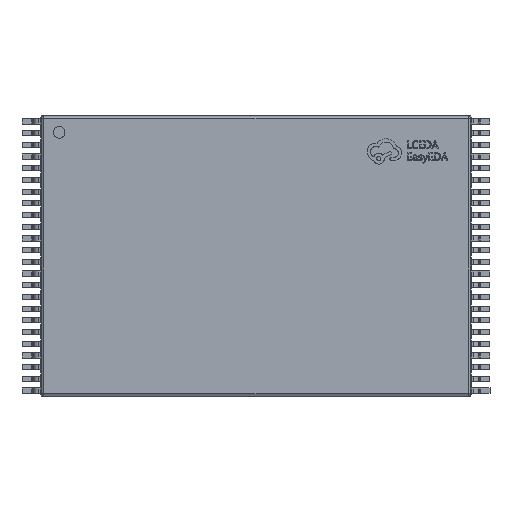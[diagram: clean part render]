
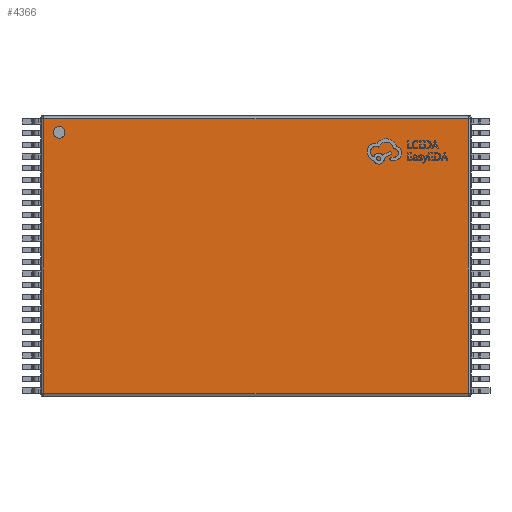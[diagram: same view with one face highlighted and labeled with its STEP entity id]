
A CAD part, top view. The second image highlights one B-rep face of the part: STEP entity #4366.
In plain terms, the highlighted planar face has unit normal (0, 0, 1).
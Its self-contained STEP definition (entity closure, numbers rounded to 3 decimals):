
#373 = EDGE_LOOP ( 'NONE', ( #14471, #39387, #33157, #16574 ) ) ;
#651 = VECTOR ( 'NONE', #42522, 1000. ) ;
#2386 = CARTESIAN_POINT ( 'NONE',  ( -8.415, 5.281, 0.5 ) ) ;
#2503 = CIRCLE ( 'NONE', #11511, 0.249 ) ;
#3977 = VERTEX_POINT ( 'NONE', #17220 ) ;
#4290 = VERTEX_POINT ( 'NONE', #22038 ) ;
#4366 = ADVANCED_FACE ( 'NONE', ( #5382, #33796 ), #5829, .T. ) ;
#5382 = FACE_BOUND ( 'NONE', #32437, .T. ) ;
#5527 = VERTEX_POINT ( 'NONE', #8546 ) ;
#5829 = PLANE ( 'NONE',  #10971 ) ;
#7280 = ORIENTED_EDGE ( 'NONE', *, *, #34393, .F. ) ;
#8330 = DIRECTION ( 'NONE',  ( -1., 0., 0. ) ) ;
#8546 = CARTESIAN_POINT ( 'NONE',  ( 9.065, -5.865, 0.5 ) ) ;
#9968 = EDGE_CURVE ( 'NONE', #4290, #5527, #36551, .T. ) ;
#10700 = DIRECTION ( 'NONE',  ( 1., 0., 0. ) ) ;
#10779 = AXIS2_PLACEMENT_3D ( 'NONE', #2386, #42309, #27523 ) ;
#10971 = AXIS2_PLACEMENT_3D ( 'NONE', #40839, #27444, #12808 ) ;
#11511 = AXIS2_PLACEMENT_3D ( 'NONE', #46445, #32585, #10700 ) ;
#12090 = EDGE_CURVE ( 'NONE', #40428, #25784, #22904, .T. ) ;
#12808 = DIRECTION ( 'NONE',  ( 1., 0., 0. ) ) ;
#13074 = CARTESIAN_POINT ( 'NONE',  ( -9.065, 5.865, 0.5 ) ) ;
#14471 = ORIENTED_EDGE ( 'NONE', *, *, #23175, .T. ) ;
#15120 = CARTESIAN_POINT ( 'NONE',  ( 9.156, -5.865, 0.5 ) ) ;
#16574 = ORIENTED_EDGE ( 'NONE', *, *, #12090, .T. ) ;
#16714 = VERTEX_POINT ( 'NONE', #25397 ) ;
#16858 = LINE ( 'NONE', #37827, #20581 ) ;
#17220 = CARTESIAN_POINT ( 'NONE',  ( -8.664, 5.281, 0.5 ) ) ;
#17488 = EDGE_CURVE ( 'NONE', #16714, #3977, #2503, .T. ) ;
#17667 = VECTOR ( 'NONE', #18403, 1000. ) ;
#18403 = DIRECTION ( 'NONE',  ( 1., 0., 0. ) ) ;
#20581 = VECTOR ( 'NONE', #45821, 1000. ) ;
#20876 = CARTESIAN_POINT ( 'NONE',  ( -9.065, -5.956, 0.5 ) ) ;
#22038 = CARTESIAN_POINT ( 'NONE',  ( -9.065, -5.865, 0.5 ) ) ;
#22904 = LINE ( 'NONE', #26236, #29196 ) ;
#23175 = EDGE_CURVE ( 'NONE', #25784, #4290, #31229, .T. ) ;
#25397 = CARTESIAN_POINT ( 'NONE',  ( -8.166, 5.281, 0.5 ) ) ;
#25784 = VERTEX_POINT ( 'NONE', #13074 ) ;
#26236 = CARTESIAN_POINT ( 'NONE',  ( -9.156, 5.865, 0.5 ) ) ;
#27444 = DIRECTION ( 'NONE',  ( 0., 0., 1. ) ) ;
#27523 = DIRECTION ( 'NONE',  ( 1., 0., 0. ) ) ;
#29196 = VECTOR ( 'NONE', #8330, 1000. ) ;
#31229 = LINE ( 'NONE', #20876, #651 ) ;
#32437 = EDGE_LOOP ( 'NONE', ( #40767, #7280 ) ) ;
#32585 = DIRECTION ( 'NONE',  ( 0., 0., 1. ) ) ;
#33157 = ORIENTED_EDGE ( 'NONE', *, *, #35897, .T. ) ;
#33796 = FACE_OUTER_BOUND ( 'NONE', #373, .T. ) ;
#34393 = EDGE_CURVE ( 'NONE', #3977, #16714, #44576, .T. ) ;
#35897 = EDGE_CURVE ( 'NONE', #5527, #40428, #16858, .T. ) ;
#36551 = LINE ( 'NONE', #15120, #17667 ) ;
#37827 = CARTESIAN_POINT ( 'NONE',  ( 9.065, 5.956, 0.5 ) ) ;
#39387 = ORIENTED_EDGE ( 'NONE', *, *, #9968, .T. ) ;
#40428 = VERTEX_POINT ( 'NONE', #44976 ) ;
#40767 = ORIENTED_EDGE ( 'NONE', *, *, #17488, .F. ) ;
#40839 = CARTESIAN_POINT ( 'NONE',  ( 0., 0., 0.5 ) ) ;
#42309 = DIRECTION ( 'NONE',  ( 0., 0., 1. ) ) ;
#42522 = DIRECTION ( 'NONE',  ( 0., -1., 0. ) ) ;
#44576 = CIRCLE ( 'NONE', #10779, 0.249 ) ;
#44976 = CARTESIAN_POINT ( 'NONE',  ( 9.065, 5.865, 0.5 ) ) ;
#45821 = DIRECTION ( 'NONE',  ( 0., 1., 0. ) ) ;
#46445 = CARTESIAN_POINT ( 'NONE',  ( -8.415, 5.281, 0.5 ) ) ;
